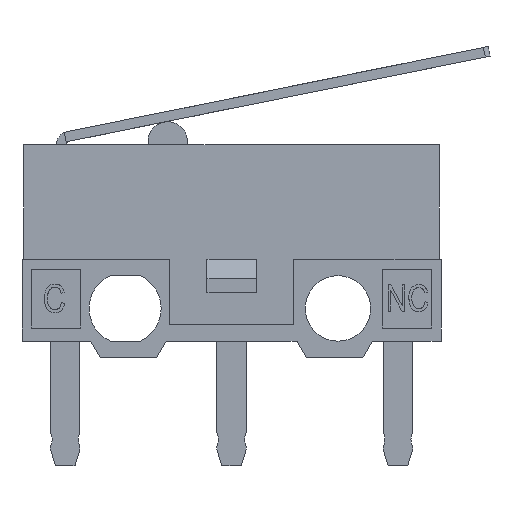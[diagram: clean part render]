
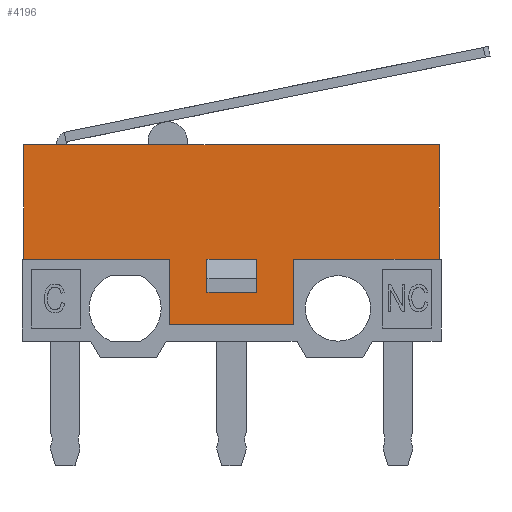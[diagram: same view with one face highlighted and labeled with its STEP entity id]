
A CAD part, front view. The second image highlights one B-rep face of the part: STEP entity #4196.
In plain terms, the highlighted planar face has unit normal (0, -1, 0).
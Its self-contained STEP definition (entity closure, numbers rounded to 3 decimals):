
#34=FACE_BOUND('',#578,.T.);
#339=FACE_OUTER_BOUND('',#577,.T.);
#577=EDGE_LOOP('',(#3741,#3742,#3743,#3744,#3745,#3746,#3747,#3748));
#578=EDGE_LOOP('',(#3749,#3750,#3751,#3752,#3753,#3754));
#842=LINE('',#5977,#1335);
#853=LINE('',#6001,#1346);
#857=LINE('',#6009,#1350);
#860=LINE('',#6015,#1353);
#863=LINE('',#6021,#1356);
#870=LINE('',#6035,#1363);
#975=LINE('',#6539,#1468);
#979=LINE('',#6546,#1472);
#1041=LINE('',#6682,#1534);
#1058=LINE('',#6713,#1551);
#1127=LINE('',#6911,#1620);
#1139=LINE('',#6935,#1632);
#1143=LINE('',#6943,#1636);
#1144=LINE('',#6945,#1637);
#1335=VECTOR('',#4897,10.);
#1346=VECTOR('',#4914,10.);
#1350=VECTOR('',#4920,10.);
#1353=VECTOR('',#4925,10.);
#1356=VECTOR('',#4930,10.);
#1363=VECTOR('',#4939,10.);
#1468=VECTOR('',#5118,10.);
#1472=VECTOR('',#5124,10.);
#1534=VECTOR('',#5250,10.);
#1551=VECTOR('',#5279,10.);
#1620=VECTOR('',#5478,10.);
#1632=VECTOR('',#5506,10.);
#1636=VECTOR('',#5514,10.);
#1637=VECTOR('',#5517,10.);
#1791=VERTEX_POINT('',#5975);
#1792=VERTEX_POINT('',#5976);
#1801=VERTEX_POINT('',#5999);
#1802=VERTEX_POINT('',#6000);
#1805=VERTEX_POINT('',#6008);
#1807=VERTEX_POINT('',#6014);
#1809=VERTEX_POINT('',#6020);
#1815=VERTEX_POINT('',#6034);
#1904=VERTEX_POINT('',#6537);
#1905=VERTEX_POINT('',#6538);
#1949=VERTEX_POINT('',#6680);
#1957=VERTEX_POINT('',#6711);
#2024=VERTEX_POINT('',#6931);
#2027=VERTEX_POINT('',#6941);
#2252=EDGE_CURVE('',#1791,#1792,#842,.T.);
#2263=EDGE_CURVE('',#1801,#1802,#853,.T.);
#2267=EDGE_CURVE('',#1805,#1802,#857,.T.);
#2270=EDGE_CURVE('',#1807,#1805,#860,.T.);
#2273=EDGE_CURVE('',#1809,#1807,#863,.T.);
#2280=EDGE_CURVE('',#1801,#1815,#870,.T.);
#2417=EDGE_CURVE('',#1904,#1905,#975,.T.);
#2421=EDGE_CURVE('',#1792,#1904,#979,.T.);
#2489=EDGE_CURVE('',#1905,#1949,#1041,.T.);
#2506=EDGE_CURVE('',#1949,#1957,#1058,.T.);
#2603=EDGE_CURVE('',#1957,#1791,#1127,.T.);
#2615=EDGE_CURVE('',#1809,#2024,#1139,.T.);
#2619=EDGE_CURVE('',#1815,#2027,#1143,.T.);
#2620=EDGE_CURVE('',#2027,#2024,#1144,.T.);
#3741=ORIENTED_EDGE('',*,*,#2620,.T.);
#3742=ORIENTED_EDGE('',*,*,#2615,.F.);
#3743=ORIENTED_EDGE('',*,*,#2273,.T.);
#3744=ORIENTED_EDGE('',*,*,#2270,.T.);
#3745=ORIENTED_EDGE('',*,*,#2267,.T.);
#3746=ORIENTED_EDGE('',*,*,#2263,.F.);
#3747=ORIENTED_EDGE('',*,*,#2280,.T.);
#3748=ORIENTED_EDGE('',*,*,#2619,.T.);
#3749=ORIENTED_EDGE('',*,*,#2417,.T.);
#3750=ORIENTED_EDGE('',*,*,#2489,.T.);
#3751=ORIENTED_EDGE('',*,*,#2506,.T.);
#3752=ORIENTED_EDGE('',*,*,#2603,.T.);
#3753=ORIENTED_EDGE('',*,*,#2252,.T.);
#3754=ORIENTED_EDGE('',*,*,#2421,.T.);
#3977=PLANE('',#4481);
#4196=ADVANCED_FACE('',(#339,#34),#3977,.T.);
#4481=AXIS2_PLACEMENT_3D('',#6944,#5515,#5516);
#4897=DIRECTION('',(0.,0.,-1.));
#4914=DIRECTION('',(0.,0.,-1.));
#4920=DIRECTION('',(1.,0.,0.));
#4925=DIRECTION('',(0.,0.,-1.));
#4930=DIRECTION('',(1.,0.,0.));
#4939=DIRECTION('',(1.,0.,0.));
#5118=DIRECTION('',(0.,0.,1.));
#5124=DIRECTION('',(-1.,0.,0.));
#5250=DIRECTION('',(0.,0.,1.));
#5279=DIRECTION('',(1.,0.,0.));
#5478=DIRECTION('',(0.,0.,-1.));
#5506=DIRECTION('',(0.,0.,1.));
#5514=DIRECTION('',(0.,0.,1.));
#5515=DIRECTION('center_axis',(0.,-1.,0.));
#5516=DIRECTION('ref_axis',(0.,0.,-1.));
#5517=DIRECTION('',(-1.,0.,0.));
#5975=CARTESIAN_POINT('',(0.75,-2.85,-0.54));
#5976=CARTESIAN_POINT('',(0.75,-2.85,-1.));
#5977=CARTESIAN_POINT('',(0.75,-2.85,-0.5));
#5999=CARTESIAN_POINT('',(1.9,-2.85,0.));
#6000=CARTESIAN_POINT('',(1.9,-2.85,-2.));
#6001=CARTESIAN_POINT('',(1.9,-2.85,0.));
#6008=CARTESIAN_POINT('',(-1.9,-2.85,-2.));
#6009=CARTESIAN_POINT('',(1.9,-2.85,-2.));
#6014=CARTESIAN_POINT('',(-1.9,-2.85,0.));
#6015=CARTESIAN_POINT('',(-1.9,-2.85,0.));
#6020=CARTESIAN_POINT('',(-6.35,-2.85,0.));
#6021=CARTESIAN_POINT('',(-6.35,-2.85,0.));
#6034=CARTESIAN_POINT('',(6.35,-2.85,0.));
#6035=CARTESIAN_POINT('',(-6.35,-2.85,0.));
#6537=CARTESIAN_POINT('',(-0.75,-2.85,-1.));
#6538=CARTESIAN_POINT('',(-0.75,-2.85,-0.54));
#6539=CARTESIAN_POINT('',(-0.75,-2.85,0.));
#6546=CARTESIAN_POINT('',(2.8,-2.85,-1.));
#6680=CARTESIAN_POINT('',(-0.75,-2.85,0.));
#6682=CARTESIAN_POINT('',(-0.75,-2.85,0.));
#6711=CARTESIAN_POINT('',(0.75,-2.85,0.));
#6713=CARTESIAN_POINT('',(3.55,-2.85,0.));
#6911=CARTESIAN_POINT('',(0.75,-2.85,-0.5));
#6931=CARTESIAN_POINT('',(-6.35,-2.85,3.5));
#6935=CARTESIAN_POINT('',(-6.35,-2.85,0.));
#6941=CARTESIAN_POINT('',(6.35,-2.85,3.5));
#6943=CARTESIAN_POINT('',(6.35,-2.85,0.));
#6944=CARTESIAN_POINT('Origin',(6.35,-2.85,0.));
#6945=CARTESIAN_POINT('',(-6.35,-2.85,3.5));
